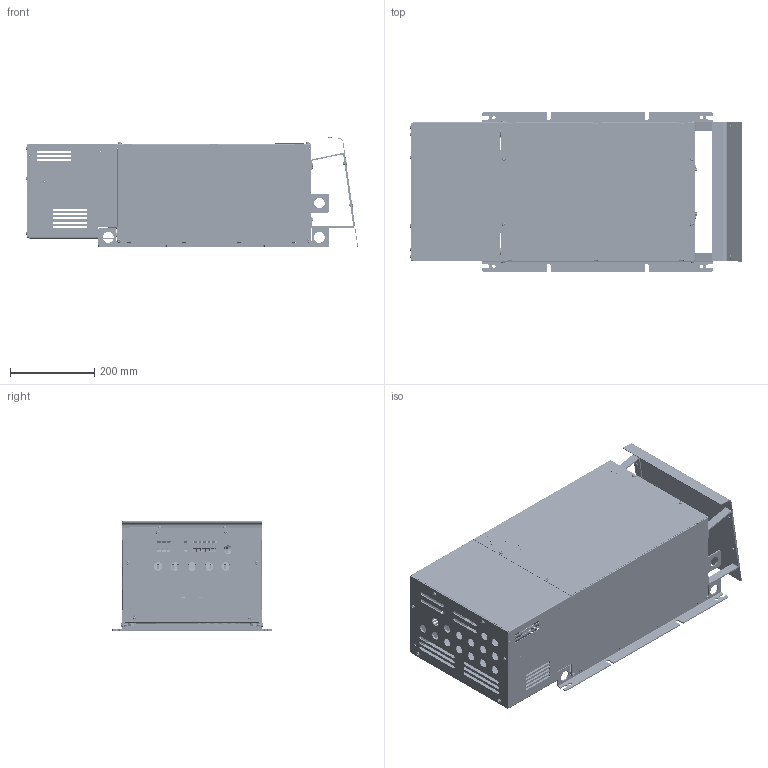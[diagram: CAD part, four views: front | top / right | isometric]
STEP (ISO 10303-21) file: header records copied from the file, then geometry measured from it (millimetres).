
FILE_DESCRIPTION(/* description */ (''),/* implementation_level */ '2;1');
FILE_NAME(/* name */ 'X3.3 IP21 if.stp',/* time_stamp */ '2019-01-11T08:52:11+01:00',/* author */ ('f.rambuscheck'),/* organization */ (''),/* preprocessor_version */ 'ST-DEVELOPER v17',/* originating_system */ 'Autodesk Inventor 2018',/* authorisation */ '');
FILE_SCHEMA (('AUTOMOTIVE_DESIGN { 1 0 10303 214 3 1 1 }'));
Products named in the file (1): X3.3 IP21 if
Bounding box: 787.84 x 378 x 259.6 mm (x, y, z)
Volume: 2889256 mm3; surface area: 2661657.4 mm2
Topology: 3 solids, 33 shells, 12915 faces, 35874 edges, 23453 vertices
Faces by surface type: plane 8128, cylinder 2997, bspline 1354, cone 242, torus 174, sphere 20
Full cylindrical faces by diameter (mm): 2.459 x5, 3.242 x21, 3.95 x2, 4 x20, 4.25 x8, 4.3 x12, 4.5 x30, 5 x60, 5.5 x12, 5.6 x2, 6.3 x2, 6.32 x12, 6.5 x5, 6.6 x1, 6.8 x17, 7 x6, 7.323 x8, 8 x26, 8.2 x8, 8.4 x18, 8.5 x38, 9 x4, 9.4 x2, 11 x2, 11.4 x9, 12 x2, 13 x2, 16 x16, 20.5 x15, 25 x2
Entity records: 457793 total; most frequent: CARTESIAN_POINT 117919, ORIENTED_EDGE 71662, DIRECTION 64063, EDGE_CURVE 35831, LINE 24243, VECTOR 24243, VERTEX_POINT 23453, AXIS2_PLACEMENT_3D 19910
